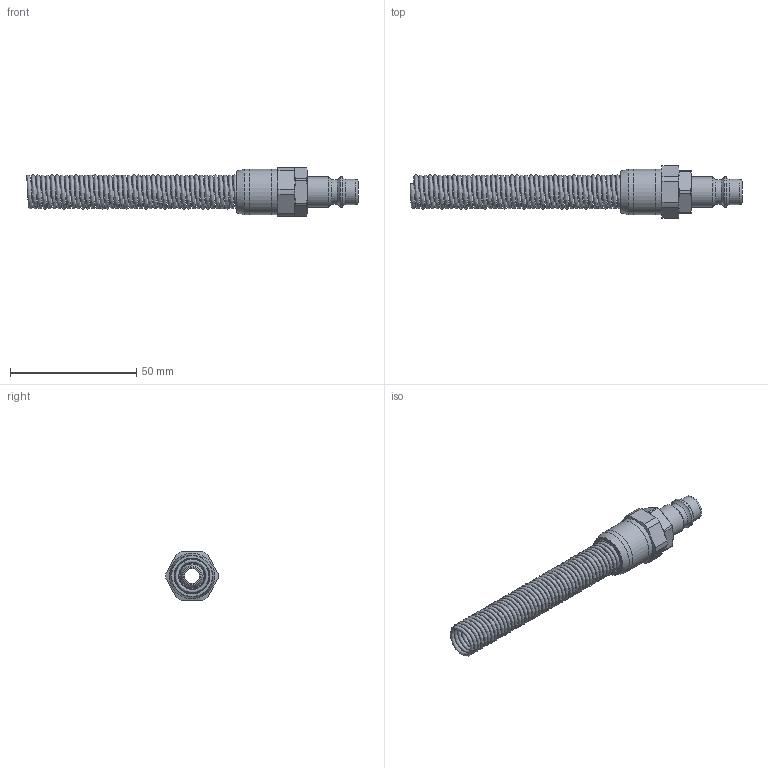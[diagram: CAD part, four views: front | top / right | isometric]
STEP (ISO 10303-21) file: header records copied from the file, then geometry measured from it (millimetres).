
FILE_DESCRIPTION((''),'2;1');
FILE_NAME('26sfkk10mxx.stp','2012-08-09T08:16:18',('AS035480'),(''),'Autodesk Inventor 2011','Autodesk Inventor 2011','');
FILE_SCHEMA(('AUTOMOTIVE_DESIGN { 1 0 10303 214 1 1 1 1 }'));
Length unit declared in the file: millimetre
Products named in the file (4): D104039; D104038; D104037; D104036
Assembly tree (3 placements, depth 2):
  D104039
    D104038
    D104037
    D104036
Bounding box: 131.23 x 20.74 x 19.15 mm (x, y, z)
Volume: 9288.1 mm3; surface area: 13892 mm2
Topology: 3 solids, 3 shells, 91 faces, 189 edges, 113 vertices
Faces by surface type: cylinder 29, plane 27, cone 25, torus 9, bspline 1
Full cylindrical faces by diameter (mm): 5.9 x1, 7.85 x1, 8 x1, 8.45 x1, 9.5 x1, 9.75 x1, 10 x1, 10.25 x1, 12 x2, 13.35 x1, 14.6 x1, 14.92 x1, 16 x1, 17.98 x1, 18 x2
Entity records: 9121 total; most frequent: CARTESIAN_POINT 7256, DIRECTION 394, ORIENTED_EDGE 310, AXIS2_PLACEMENT_3D 185, EDGE_CURVE 155, EDGE_LOOP 137, VERTEX_POINT 112, FACE_OUTER_BOUND 91
